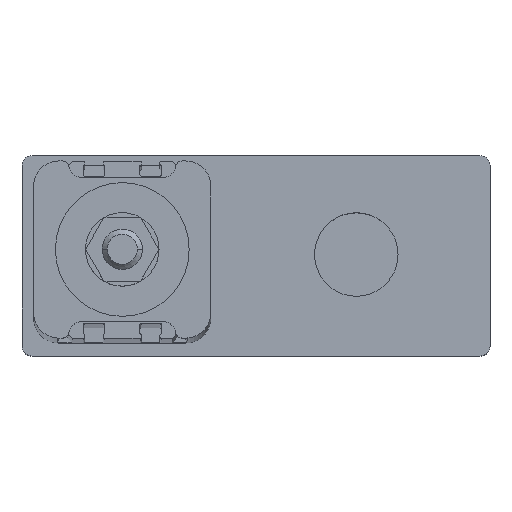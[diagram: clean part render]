
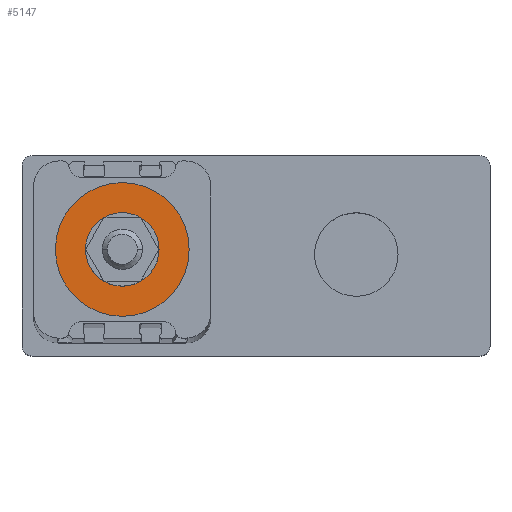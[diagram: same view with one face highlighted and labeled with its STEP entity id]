
A CAD part, top view. The second image highlights one B-rep face of the part: STEP entity #5147.
In plain terms, the highlighted planar face has unit normal (0, 0, 1).
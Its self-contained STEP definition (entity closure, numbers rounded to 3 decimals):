
#83 = ORIENTED_EDGE ( 'NONE', *, *, #2339, .T. ) ;
#183 = VERTEX_POINT ( 'NONE', #2393 ) ;
#205 = DIRECTION ( 'NONE',  ( 1., 0., 0. ) ) ;
#240 = FACE_OUTER_BOUND ( 'NONE', #5532, .T. ) ;
#351 = AXIS2_PLACEMENT_3D ( 'NONE', #4523, #6670, #2879 ) ;
#354 = AXIS2_PLACEMENT_3D ( 'NONE', #3774, #6461, #205 ) ;
#729 = CIRCLE ( 'NONE', #351, 11. ) ;
#812 = CIRCLE ( 'NONE', #354, 20. ) ;
#830 = CARTESIAN_POINT ( 'NONE',  ( 0., 0., 840. ) ) ;
#1020 = CARTESIAN_POINT ( 'NONE',  ( -11., 0., 840. ) ) ;
#1154 = VERTEX_POINT ( 'NONE', #4541 ) ;
#1593 = DIRECTION ( 'NONE',  ( 0., 0., 1. ) ) ;
#1889 = CIRCLE ( 'NONE', #6611, 11. ) ;
#2339 = EDGE_CURVE ( 'NONE', #6661, #1154, #812, .T. ) ;
#2349 = EDGE_CURVE ( 'NONE', #5954, #183, #729, .T. ) ;
#2393 = CARTESIAN_POINT ( 'NONE',  ( 11., 0., 840. ) ) ;
#2496 = ORIENTED_EDGE ( 'NONE', *, *, #3142, .F. ) ;
#2879 = DIRECTION ( 'NONE',  ( 1., 0., 0. ) ) ;
#3142 = EDGE_CURVE ( 'NONE', #183, #5954, #1889, .T. ) ;
#3152 = EDGE_CURVE ( 'NONE', #1154, #6661, #4661, .T. ) ;
#3733 = DIRECTION ( 'NONE',  ( 0., 0., 1. ) ) ;
#3774 = CARTESIAN_POINT ( 'NONE',  ( 0., 0., 840. ) ) ;
#4181 = EDGE_LOOP ( 'NONE', ( #4565, #2496 ) ) ;
#4183 = DIRECTION ( 'NONE',  ( 1., 0., 0. ) ) ;
#4248 = PLANE ( 'NONE',  #5163 ) ;
#4252 = DIRECTION ( 'NONE',  ( 0., 0., 1. ) ) ;
#4325 = CARTESIAN_POINT ( 'NONE',  ( 0., 0., 840. ) ) ;
#4377 = ORIENTED_EDGE ( 'NONE', *, *, #3152, .T. ) ;
#4523 = CARTESIAN_POINT ( 'NONE',  ( 0., 0., 840. ) ) ;
#4541 = CARTESIAN_POINT ( 'NONE',  ( 20., 0., 840. ) ) ;
#4550 = CARTESIAN_POINT ( 'NONE',  ( -20., 0., 840. ) ) ;
#4565 = ORIENTED_EDGE ( 'NONE', *, *, #2349, .F. ) ;
#4661 = CIRCLE ( 'NONE', #6604, 20. ) ;
#5147 = ADVANCED_FACE ( 'NONE', ( #5173, #240 ), #4248, .T. ) ;
#5163 = AXIS2_PLACEMENT_3D ( 'NONE', #4325, #4252, #4183 ) ;
#5173 = FACE_BOUND ( 'NONE', #4181, .T. ) ;
#5532 = EDGE_LOOP ( 'NONE', ( #83, #4377 ) ) ;
#5943 = CARTESIAN_POINT ( 'NONE',  ( 0., 0., 840. ) ) ;
#5954 = VERTEX_POINT ( 'NONE', #1020 ) ;
#6451 = DIRECTION ( 'NONE',  ( 1., 0., 0. ) ) ;
#6461 = DIRECTION ( 'NONE',  ( 0., 0., 1. ) ) ;
#6604 = AXIS2_PLACEMENT_3D ( 'NONE', #5943, #3733, #6451 ) ;
#6611 = AXIS2_PLACEMENT_3D ( 'NONE', #830, #1593, #6711 ) ;
#6661 = VERTEX_POINT ( 'NONE', #4550 ) ;
#6670 = DIRECTION ( 'NONE',  ( 0., 0., 1. ) ) ;
#6711 = DIRECTION ( 'NONE',  ( 1., 0., 0. ) ) ;
